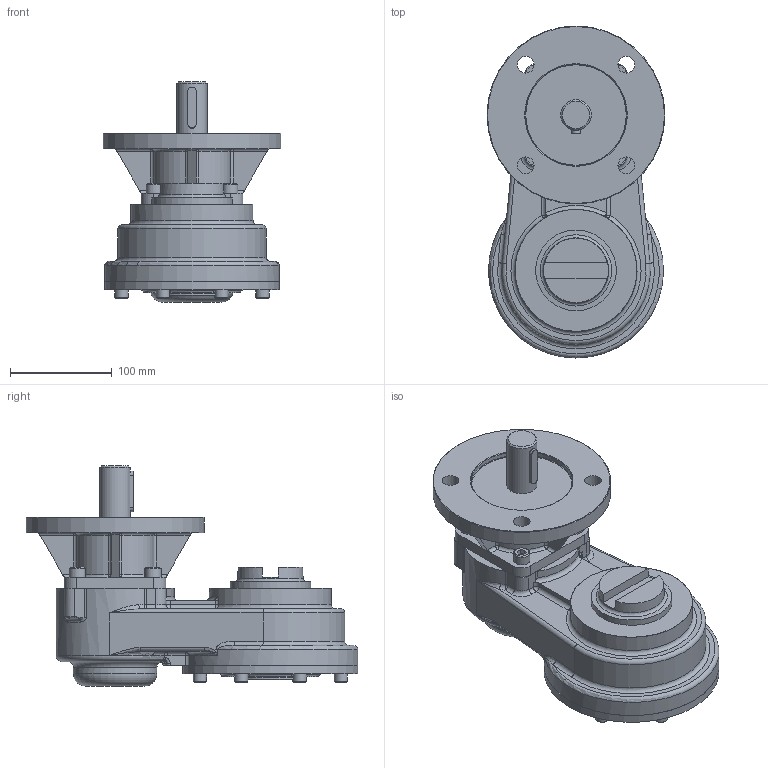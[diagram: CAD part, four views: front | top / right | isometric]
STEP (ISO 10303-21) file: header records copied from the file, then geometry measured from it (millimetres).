
FILE_DESCRIPTION( ( 'Unknown' ), '1' );
FILE_NAME( 'PUBIS2-F14-F10_simplified.stp', 'Unknown', ( 'Unknown' ), ( 'Unknown' ), 'PSStep 15.0.49', 'Unknown', ' ' );
FILE_SCHEMA( ( 'AUTOMOTIVE_DESIGN { 1 0 10303 214 1 1 1 1 }' ) );
Length unit declared in the file: millimetre
Products named in the file (22): 1; 2; 3; 4; 5; 6; 7; 8; 9; 10; 11; 12; 13; 14; 15; 16; 17; 18; 19; 20; 21; 22
Bounding box: 175 x 326.2 x 216.5 mm (x, y, z)
Surface area: 267698.2 mm2 (no closed solid volume)
Topology: 0 solids, 405 shells, 405 faces, 1879 edges, 1783 vertices
Faces by surface type: plane 154, cylinder 111, torus 53, bspline 34, sphere 27, cone 26
Full cylindrical faces by diameter (mm): 8.376 x4, 13 x8, 16 x4, 16.5 x4, 30 x1, 55.05 x1, 69.925 x1, 79.375 x1, 82 x1, 84.95 x1, 100 x1, 120 x1, 172 x1, 175 x1
Entity records: 27987 total; most frequent: CARTESIAN_POINT 10659, DIRECTION 3085, VERTEX_POINT 1756, ORIENTED_EDGE 1752, EDGE_CURVE 1752, AXIS2_PLACEMENT_3D 1154, LINE 777, VECTOR 777
